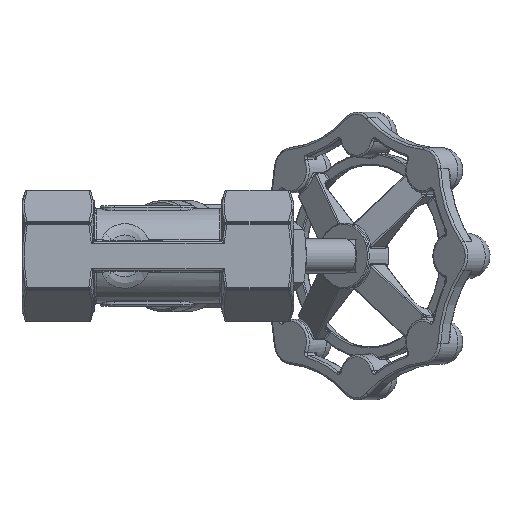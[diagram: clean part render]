
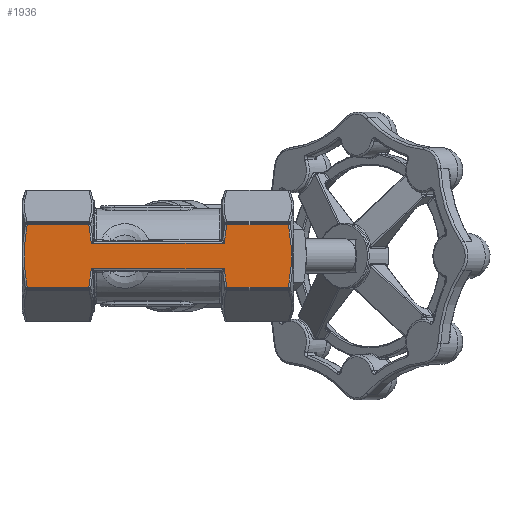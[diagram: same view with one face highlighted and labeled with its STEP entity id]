
A CAD part, front view. The second image highlights one B-rep face of the part: STEP entity #1936.
In plain terms, the highlighted planar face has unit normal (0, -1, 0).
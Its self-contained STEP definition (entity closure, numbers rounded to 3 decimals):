
#98 = CARTESIAN_POINT ( 'NONE',  ( 49.283, -14., -4.615 ) ) ;
#100 = CARTESIAN_POINT ( 'NONE',  ( 49.493, -14., -6.12 ) ) ;
#101 = CARTESIAN_POINT ( 'NONE',  ( 49.76, -14., -7.616 ) ) ;
#1936 = ADVANCED_FACE ( 'NONE', ( #59860 ), #64844, .T. ) ;
#9664 = CARTESIAN_POINT ( 'NONE',  ( 16.24, -14., -7.616 ) ) ;
#9684 = CARTESIAN_POINT ( 'NONE',  ( 49.16, -14., 3.1 ) ) ;
#9692 = CARTESIAN_POINT ( 'NONE',  ( 64.74, -14., -7.616 ) ) ;
#9699 = CARTESIAN_POINT ( 'NONE',  ( 64.74, -14., 7.616 ) ) ;
#9700 = CARTESIAN_POINT ( 'NONE',  ( 49.76, -14., 7.616 ) ) ;
#9711 = CARTESIAN_POINT ( 'NONE',  ( 1.26, -14., 7.616 ) ) ;
#22039 = LINE ( 'NONE', #48160, #22040 ) ;
#22040 = VECTOR ( 'NONE', #48162, 1000. ) ;
#22346 = LINE ( 'NONE', #48555, #22349 ) ;
#22349 = VECTOR ( 'NONE', #48557, 1000. ) ;
#23634 = LINE ( 'NONE', #48891, #23635 ) ;
#23635 = VECTOR ( 'NONE', #48893, 1000. ) ;
#35103 = CARTESIAN_POINT ( 'NONE',  ( 49.16, -14., -3.1 ) ) ;
#39203 = CARTESIAN_POINT ( 'NONE',  ( 1.26, -14., -7.616 ) ) ;
#39208 = CARTESIAN_POINT ( 'NONE',  ( 16.84, -14., -3.1 ) ) ;
#39228 = CARTESIAN_POINT ( 'NONE',  ( 49.16, -14., -3.1 ) ) ;
#39262 = CARTESIAN_POINT ( 'NONE',  ( 16.84, -14., 3.1 ) ) ;
#39280 = CARTESIAN_POINT ( 'NONE',  ( 49.76, -14., -7.616 ) ) ;
#39615 = VECTOR ( 'NONE', #57115, 1000. ) ;
#39663 = LINE ( 'NONE', #57113, #39615 ) ;
#44023 = VERTEX_POINT ( 'NONE', #39203 ) ;
#44027 = VERTEX_POINT ( 'NONE', #39208 ) ;
#44041 = VERTEX_POINT ( 'NONE', #39228 ) ;
#44047 = ORIENTED_EDGE ( 'NONE', *, *, #44844, .T. ) ;
#44059 = ORIENTED_EDGE ( 'NONE', *, *, #44817, .T. ) ;
#44072 = ORIENTED_EDGE ( 'NONE', *, *, #44980, .T. ) ;
#44080 = VERTEX_POINT ( 'NONE', #39262 ) ;
#44082 = ORIENTED_EDGE ( 'NONE', *, *, #44764, .T. ) ;
#44107 = VERTEX_POINT ( 'NONE', #39280 ) ;
#44122 = ORIENTED_EDGE ( 'NONE', *, *, #44881, .T. ) ;
#44155 = ORIENTED_EDGE ( 'NONE', *, *, #44780, .T. ) ;
#44158 = ORIENTED_EDGE ( 'NONE', *, *, #44933, .T. ) ;
#44165 = ORIENTED_EDGE ( 'NONE', *, *, #44846, .T. ) ;
#44202 = ORIENTED_EDGE ( 'NONE', *, *, #44752, .T. ) ;
#44212 = VERTEX_POINT ( 'NONE', #59408 ) ;
#44752 = EDGE_CURVE ( 'NONE', #45889, #45900, #54717, .T. ) ;
#44764 = EDGE_CURVE ( 'NONE', #45764, #44027, #54747, .T. ) ;
#44780 = EDGE_CURVE ( 'NONE', #45870, #44080, #22039, .T. ) ;
#44817 = EDGE_CURVE ( 'NONE', #44107, #45889, #22346, .T. ) ;
#44844 = EDGE_CURVE ( 'NONE', #44023, #45764, #23634, .T. ) ;
#44846 = EDGE_CURVE ( 'NONE', #45902, #45870, #54518, .T. ) ;
#44881 = EDGE_CURVE ( 'NONE', #45900, #45902, #67662, .T. ) ;
#44933 = EDGE_CURVE ( 'NONE', #45922, #44023, #55053, .T. ) ;
#44980 = EDGE_CURVE ( 'NONE', #44212, #45922, #67682, .T. ) ;
#44983 = EDGE_CURVE ( 'NONE', #44080, #44212, #54530, .T. ) ;
#45025 = EDGE_CURVE ( 'NONE', #44027, #44041, #39663, .T. ) ;
#45216 = EDGE_CURVE ( 'NONE', #44041, #44107, #54892, .T. ) ;
#45764 = VERTEX_POINT ( 'NONE', #9664 ) ;
#45766 = ORIENTED_EDGE ( 'NONE', *, *, #44983, .T. ) ;
#45771 = ORIENTED_EDGE ( 'NONE', *, *, #45025, .T. ) ;
#45829 = ORIENTED_EDGE ( 'NONE', *, *, #45216, .T. ) ;
#45870 = VERTEX_POINT ( 'NONE', #9684 ) ;
#45889 = VERTEX_POINT ( 'NONE', #9692 ) ;
#45900 = VERTEX_POINT ( 'NONE', #9699 ) ;
#45902 = VERTEX_POINT ( 'NONE', #9700 ) ;
#45922 = VERTEX_POINT ( 'NONE', #9711 ) ;
#47794 = CARTESIAN_POINT ( 'NONE',  ( 64.74, -14., -7.616 ) ) ;
#47796 = CARTESIAN_POINT ( 'NONE',  ( 64.967, -14., -6.346 ) ) ;
#47798 = CARTESIAN_POINT ( 'NONE',  ( 65.151, -14., -5.077 ) ) ;
#47799 = CARTESIAN_POINT ( 'NONE',  ( 65.402, -14., -2.539 ) ) ;
#47801 = CARTESIAN_POINT ( 'NONE',  ( 65.534, -14., 0. ) ) ;
#47803 = CARTESIAN_POINT ( 'NONE',  ( 65.402, -14., 2.539 ) ) ;
#47805 = CARTESIAN_POINT ( 'NONE',  ( 65.151, -14., 5.077 ) ) ;
#47807 = CARTESIAN_POINT ( 'NONE',  ( 64.967, -14., 6.346 ) ) ;
#47809 = CARTESIAN_POINT ( 'NONE',  ( 64.74, -14., 7.616 ) ) ;
#47984 = CARTESIAN_POINT ( 'NONE',  ( 16.24, -14., -7.616 ) ) ;
#47986 = CARTESIAN_POINT ( 'NONE',  ( 16.507, -14., -6.12 ) ) ;
#47988 = CARTESIAN_POINT ( 'NONE',  ( 16.717, -14., -4.615 ) ) ;
#47990 = CARTESIAN_POINT ( 'NONE',  ( 16.84, -14., -3.1 ) ) ;
#48160 = CARTESIAN_POINT ( 'NONE',  ( 0., -14., 3.1 ) ) ;
#48162 = DIRECTION ( 'NONE',  ( -1., 0., 0. ) ) ;
#48555 = CARTESIAN_POINT ( 'NONE',  ( 0., -14., -7.616 ) ) ;
#48557 = DIRECTION ( 'NONE',  ( 1., 0., 0. ) ) ;
#48891 = CARTESIAN_POINT ( 'NONE',  ( 0., -14., -7.616 ) ) ;
#48893 = DIRECTION ( 'NONE',  ( 1., 0., 0. ) ) ;
#48924 = CARTESIAN_POINT ( 'NONE',  ( 49.76, -14., 7.616 ) ) ;
#48926 = CARTESIAN_POINT ( 'NONE',  ( 49.493, -14., 6.12 ) ) ;
#48927 = CARTESIAN_POINT ( 'NONE',  ( 49.283, -14., 4.615 ) ) ;
#48929 = CARTESIAN_POINT ( 'NONE',  ( 49.16, -14., 3.1 ) ) ;
#52922 = EDGE_LOOP ( 'NONE', ( #44155, #45766, #44072, #44158, #44047, #44082, #45771, #45829, #44059, #44202, #44122, #44165 ) ) ;
#54518 = B_SPLINE_CURVE_WITH_KNOTS ( 'NONE', 3,
 ( #48924, #48926, #48927, #48929 ),
 .UNSPECIFIED., .F., .F.,
 ( 4, 4 ),
 ( 0., 0.005 ),
 .UNSPECIFIED. ) ;
#54530 = B_SPLINE_CURVE_WITH_KNOTS ( 'NONE', 3,
 ( #56747, #56748, #56750, #56751 ),
 .UNSPECIFIED., .F., .F.,
 ( 4, 4 ),
 ( -0.001, 0.004 ),
 .UNSPECIFIED. ) ;
#54717 = B_SPLINE_CURVE_WITH_KNOTS ( 'NONE', 3,
 ( #47794, #47796, #47798, #47799, #47801, #47803, #47805, #47807, #47809 ),
 .UNSPECIFIED., .F., .F.,
 ( 4, 2, 1, 2, 4 ),
 ( 0., 0.004, 0.008, 0.011, 0.015 ),
 .UNSPECIFIED. ) ;
#54747 = B_SPLINE_CURVE_WITH_KNOTS ( 'NONE', 3,
 ( #47984, #47986, #47988, #47990 ),
 .UNSPECIFIED., .F., .F.,
 ( 4, 4 ),
 ( 0., 0.005 ),
 .UNSPECIFIED. ) ;
#54892 = B_SPLINE_CURVE_WITH_KNOTS ( 'NONE', 3,
 ( #35103, #98, #100, #101 ),
 .UNSPECIFIED., .F., .F.,
 ( 4, 4 ),
 ( -0.001, 0.004 ),
 .UNSPECIFIED. ) ;
#55053 = B_SPLINE_CURVE_WITH_KNOTS ( 'NONE', 3,
 ( #56454, #56455, #56456, #56457, #56458, #56459, #56460, #56461, #56462 ),
 .UNSPECIFIED., .F., .F.,
 ( 4, 2, 1, 2, 4 ),
 ( 0., 0.004, 0.008, 0.011, 0.015 ),
 .UNSPECIFIED. ) ;
#56122 = CARTESIAN_POINT ( 'NONE',  ( 0., -14., 7.616 ) ) ;
#56124 = DIRECTION ( 'NONE',  ( -1., 0., 0. ) ) ;
#56454 = CARTESIAN_POINT ( 'NONE',  ( 1.26, -14., 7.616 ) ) ;
#56455 = CARTESIAN_POINT ( 'NONE',  ( 1.033, -14., 6.346 ) ) ;
#56456 = CARTESIAN_POINT ( 'NONE',  ( 0.849, -14., 5.077 ) ) ;
#56457 = CARTESIAN_POINT ( 'NONE',  ( 0.598, -14., 2.539 ) ) ;
#56458 = CARTESIAN_POINT ( 'NONE',  ( 0.466, -14., 0. ) ) ;
#56459 = CARTESIAN_POINT ( 'NONE',  ( 0.598, -14., -2.539 ) ) ;
#56460 = CARTESIAN_POINT ( 'NONE',  ( 0.849, -14., -5.077 ) ) ;
#56461 = CARTESIAN_POINT ( 'NONE',  ( 1.033, -14., -6.346 ) ) ;
#56462 = CARTESIAN_POINT ( 'NONE',  ( 1.26, -14., -7.616 ) ) ;
#56736 = CARTESIAN_POINT ( 'NONE',  ( 0., -14., 7.616 ) ) ;
#56738 = DIRECTION ( 'NONE',  ( -1., 0., 0. ) ) ;
#56747 = CARTESIAN_POINT ( 'NONE',  ( 16.84, -14., 3.1 ) ) ;
#56748 = CARTESIAN_POINT ( 'NONE',  ( 16.717, -14., 4.615 ) ) ;
#56750 = CARTESIAN_POINT ( 'NONE',  ( 16.507, -14., 6.12 ) ) ;
#56751 = CARTESIAN_POINT ( 'NONE',  ( 16.24, -14., 7.616 ) ) ;
#57113 = CARTESIAN_POINT ( 'NONE',  ( 0., -14., -3.1 ) ) ;
#57115 = DIRECTION ( 'NONE',  ( 1., 0., 0. ) ) ;
#58598 = AXIS2_PLACEMENT_3D ( 'NONE', #64845, #64847, #64849 ) ;
#59408 = CARTESIAN_POINT ( 'NONE',  ( 16.24, -14., 7.616 ) ) ;
#59860 = FACE_OUTER_BOUND ( 'NONE', #52922, .T. ) ;
#64844 = PLANE ( 'NONE',  #58598 ) ;
#64845 = CARTESIAN_POINT ( 'NONE',  ( 0., -14., -16.001 ) ) ;
#64847 = DIRECTION ( 'NONE',  ( 0., -1., 0. ) ) ;
#64849 = DIRECTION ( 'NONE',  ( 0., 0., -1. ) ) ;
#67661 = VECTOR ( 'NONE', #56124, 1000. ) ;
#67662 = LINE ( 'NONE', #56122, #67661 ) ;
#67681 = VECTOR ( 'NONE', #56738, 1000. ) ;
#67682 = LINE ( 'NONE', #56736, #67681 ) ;
